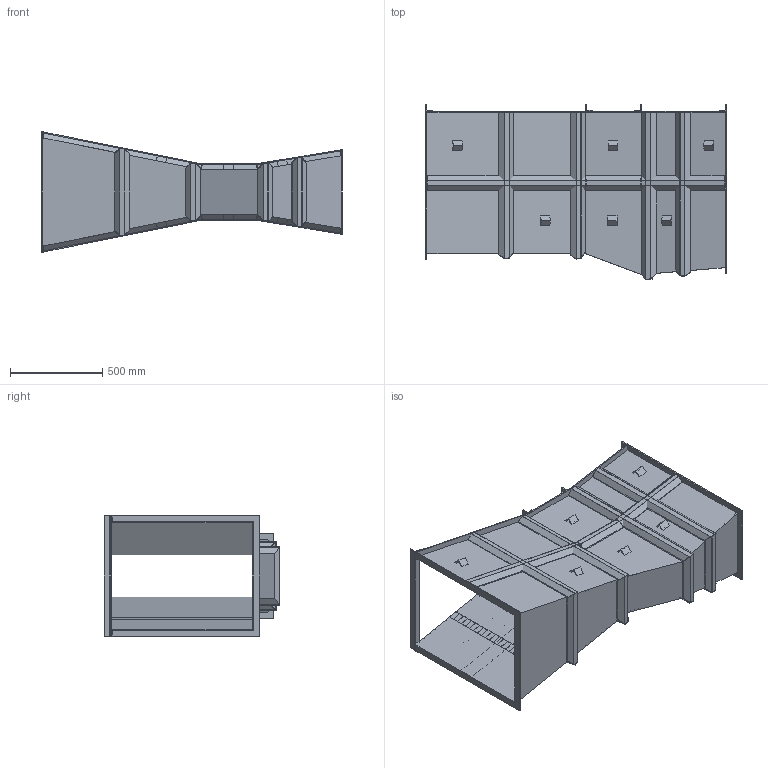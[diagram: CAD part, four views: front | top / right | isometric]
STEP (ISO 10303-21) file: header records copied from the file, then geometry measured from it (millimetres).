
FILE_DESCRIPTION (( 'STEP AP214' ), '1' );
FILE_NAME ('9in Parshall flume Assem1 no options.STEP', '2020-08-12T13:53:16', ( '' ), ( '' ), 'SwSTEP 2.0', 'SolidWorks 2020', '' );
FILE_SCHEMA (( 'AUTOMOTIVE_DESIGN' ));
Length unit declared in the file: inch
Products named in the file (5): 9 MirrorAngle bracket; 9 Angle bracket; Parshal Flume_9 inch; 9in Parshall flume Assem1 no options; Parshall Staff Gauge 24in long parshall staff gauge_English Staff Gauge - 30"
Assembly tree (14 placements, depth 2):
  9in Parshall flume Assem1 no options
    9 Angle bracket  x11
    9 MirrorAngle bracket
    Parshal Flume_9 inch
    Parshall Staff Gauge 24in long parshall staff gauge_English Staff Gauge - 30"
Bounding box: 1625.6 x 947.93 x 652.39 mm (x, y, z)
Volume: 26251189.3 mm3; surface area: 11502619.8 mm2
Topology: 36 solids, 36 shells, 454 faces, 1142 edges, 760 vertices
Faces by surface type: plane 446, cylinder 8
Entity records: 12858 total; most frequent: CARTESIAN_POINT 2017, ORIENTED_EDGE 1924, DIRECTION 1744, EDGE_CURVE 962, LINE 946, VECTOR 946, VERTEX_POINT 640, EDGE_LOOP 410
